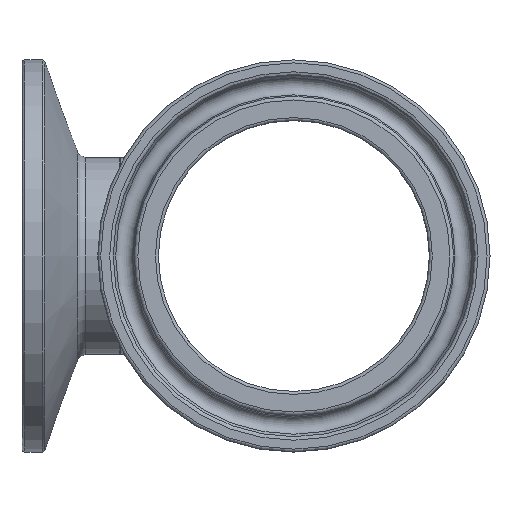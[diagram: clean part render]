
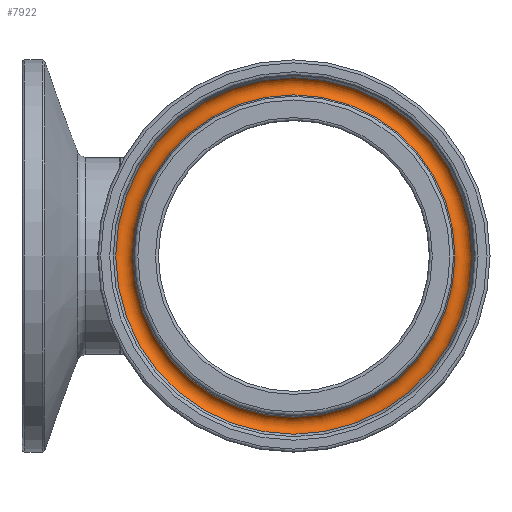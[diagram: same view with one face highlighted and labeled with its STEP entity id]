
A CAD part, left-side view. The second image highlights one B-rep face of the part: STEP entity #7922.
In plain terms, the highlighted toroidal (fillet/blend) face has major radius 21.819 mm and minor radius 1.194 mm.
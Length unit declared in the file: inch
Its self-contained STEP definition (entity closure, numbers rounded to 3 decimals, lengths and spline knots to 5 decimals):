
#48=TOROIDAL_SURFACE('',#8436,0.859,0.047);
#191=FACE_BOUND('',#1547,.T.);
#1005=FACE_OUTER_BOUND('',#1546,.T.);
#1546=EDGE_LOOP('',(#7304));
#1547=EDGE_LOOP('',(#7305));
#3164=CIRCLE('',#8430,0.81483);
#3166=CIRCLE('',#8434,0.90124);
#3936=VERTEX_POINT('',#17127);
#3938=VERTEX_POINT('',#17133);
#5064=EDGE_CURVE('',#3936,#3936,#3164,.T.);
#5066=EDGE_CURVE('',#3938,#3938,#3166,.T.);
#7304=ORIENTED_EDGE('',*,*,#5066,.T.);
#7305=ORIENTED_EDGE('',*,*,#5064,.F.);
#7922=ADVANCED_FACE('',(#1005,#191),#48,.F.);
#8430=AXIS2_PLACEMENT_3D('',#17128,#9962,#9963);
#8434=AXIS2_PLACEMENT_3D('',#17134,#9970,#9971);
#8436=AXIS2_PLACEMENT_3D('',#17136,#9974,#9975);
#9962=DIRECTION('center_axis',(-1.,0.,0.));
#9963=DIRECTION('ref_axis',(0.,0.,
1.));
#9970=DIRECTION('center_axis',(-1.,0.,0.));
#9971=DIRECTION('ref_axis',(0.,0.,
1.));
#9974=DIRECTION('center_axis',(-1.,0.,0.));
#9975=DIRECTION('ref_axis',(0.,0.,1.));
#17127=CARTESIAN_POINT('',(-2.84293,0.81483,0.));
#17128=CARTESIAN_POINT('Origin',(-2.84293,0.,
0.));
#17133=CARTESIAN_POINT('',(-2.8384,0.90124,0.));
#17134=CARTESIAN_POINT('Origin',(-2.8384,0.,
0.));
#17136=CARTESIAN_POINT('Origin',(-2.859,0.,0.));
